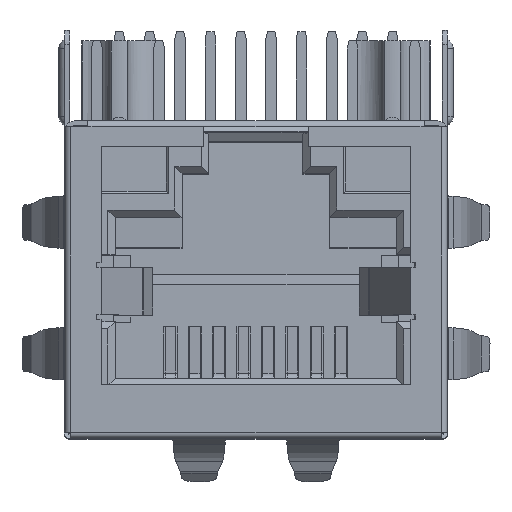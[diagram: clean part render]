
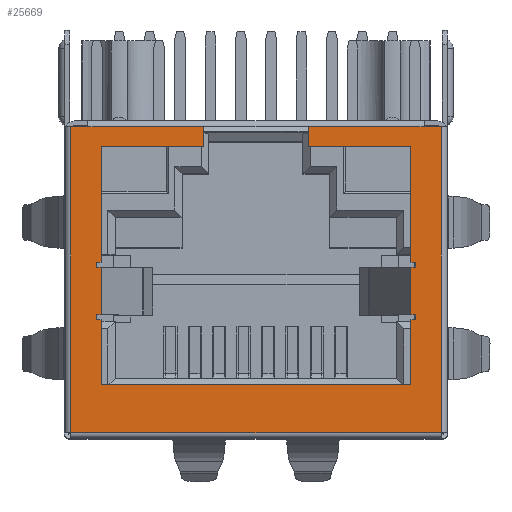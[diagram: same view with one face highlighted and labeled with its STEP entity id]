
A CAD part, top view. The second image highlights one B-rep face of the part: STEP entity #25669.
In plain terms, the highlighted planar face has unit normal (0, 0, 1).
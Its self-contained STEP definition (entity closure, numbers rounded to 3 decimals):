
#1205=DIRECTION('',(1.,0.,0.));
#1206=VECTOR('',#1205,15.5);
#1207=CARTESIAN_POINT('',(-7.745,-12.65,0.3));
#1208=LINE('',#1207,#1206);
#1209=DIRECTION('',(1.,0.,0.));
#1210=VECTOR('',#1209,12.96);
#1211=CARTESIAN_POINT('',(-6.475,-10.65,0.3));
#1212=LINE('',#1211,#1210);
#1213=DIRECTION('',(0.,-1.,0.));
#1214=VECTOR('',#1213,12.8);
#1215=CARTESIAN_POINT('',(-7.745,0.15,0.3));
#1216=LINE('',#1215,#1214);
#1225=DIRECTION('',(1.,0.,0.));
#1226=VECTOR('',#1225,0.72);
#1227=CARTESIAN_POINT('',(-7.745,0.15,0.3));
#1228=LINE('',#1227,#1226);
#1250=DIRECTION('',(0.,-1.,0.));
#1251=VECTOR('',#1250,2.72);
#1252=CARTESIAN_POINT('',(-6.475,-7.93,0.3));
#1253=LINE('',#1252,#1251);
#1262=DIRECTION('',(1.,0.,0.));
#1263=VECTOR('',#1262,0.195);
#1264=CARTESIAN_POINT('',(-6.67,-7.93,0.3));
#1265=LINE('',#1264,#1263);
#1274=DIRECTION('',(0.,-1.,0.));
#1275=VECTOR('',#1274,0.2);
#1276=CARTESIAN_POINT('',(-6.67,-7.73,0.3));
#1277=LINE('',#1276,#1275);
#1299=DIRECTION('',(1.,0.,0.));
#1300=VECTOR('',#1299,0.2);
#1301=CARTESIAN_POINT('',(-6.67,-7.73,0.3));
#1302=LINE('',#1301,#1300);
#1354=DIRECTION('',(1.,0.,0.));
#1355=VECTOR('',#1354,0.2);
#1356=CARTESIAN_POINT('',(-6.67,-5.73,0.3));
#1357=LINE('',#1356,#1355);
#1390=DIRECTION('',(0.,-1.,0.));
#1391=VECTOR('',#1390,2.);
#1392=CARTESIAN_POINT('',(-6.47,-5.73,0.3));
#1393=LINE('',#1392,#1391);
#1398=DIRECTION('',(0.,-1.,0.));
#1399=VECTOR('',#1398,0.2);
#1400=CARTESIAN_POINT('',(-6.67,-5.53,0.3));
#1401=LINE('',#1400,#1399);
#1414=DIRECTION('',(1.,0.,0.));
#1415=VECTOR('',#1414,0.195);
#1416=CARTESIAN_POINT('',(-6.67,-5.53,0.3));
#1417=LINE('',#1416,#1415);
#1418=DIRECTION('',(0.,-1.,0.));
#1419=VECTOR('',#1418,4.83);
#1420=CARTESIAN_POINT('',(-6.475,-0.7,0.3));
#1421=LINE('',#1420,#1419);
#1430=DIRECTION('',(1.,0.,0.));
#1431=VECTOR('',#1430,4.3);
#1432=CARTESIAN_POINT('',(-6.475,-0.7,0.3));
#1433=LINE('',#1432,#1431);
#1446=DIRECTION('',(0.,-1.,0.));
#1447=VECTOR('',#1446,0.85);
#1448=CARTESIAN_POINT('',(-2.175,0.15,0.3));
#1449=LINE('',#1448,#1447);
#1510=DIRECTION('',(-1.,0.,0.));
#1511=VECTOR('',#1510,4.85);
#1512=CARTESIAN_POINT('',(-2.175,0.15,0.3));
#1513=LINE('',#1512,#1511);
#1514=DIRECTION('',(-1.,0.,0.));
#1515=VECTOR('',#1514,4.85);
#1516=CARTESIAN_POINT('',(7.035,0.15,0.3));
#1517=LINE('',#1516,#1515);
#1555=DIRECTION('',(1.,0.,0.));
#1556=VECTOR('',#1555,0.72);
#1557=CARTESIAN_POINT('',(7.035,0.15,0.3));
#1558=LINE('',#1557,#1556);
#1781=DIRECTION('',(0.,1.,0.));
#1782=VECTOR('',#1781,12.8);
#1783=CARTESIAN_POINT('',(7.755,-12.65,0.3));
#1784=LINE('',#1783,#1782);
#3196=DIRECTION('',(0.,-1.,0.));
#3197=VECTOR('',#3196,0.85);
#3198=CARTESIAN_POINT('',(2.185,0.15,0.3));
#3199=LINE('',#3198,#3197);
#3200=DIRECTION('',(1.,0.,0.));
#3201=VECTOR('',#3200,4.3);
#3202=CARTESIAN_POINT('',(2.185,-0.7,0.3));
#3203=LINE('',#3202,#3201);
#3220=DIRECTION('',(0.,-1.,0.));
#3221=VECTOR('',#3220,4.83);
#3222=CARTESIAN_POINT('',(6.485,-0.7,0.3));
#3223=LINE('',#3222,#3221);
#3232=DIRECTION('',(1.,0.,0.));
#3233=VECTOR('',#3232,0.195);
#3234=CARTESIAN_POINT('',(6.485,-5.53,0.3));
#3235=LINE('',#3234,#3233);
#3236=DIRECTION('',(0.,-1.,0.));
#3237=VECTOR('',#3236,0.2);
#3238=CARTESIAN_POINT('',(6.68,-5.53,0.3));
#3239=LINE('',#3238,#3237);
#3269=DIRECTION('',(1.,0.,0.));
#3270=VECTOR('',#3269,0.2);
#3271=CARTESIAN_POINT('',(6.48,-5.73,0.3));
#3272=LINE('',#3271,#3270);
#3328=DIRECTION('',(1.,0.,0.));
#3329=VECTOR('',#3328,0.2);
#3330=CARTESIAN_POINT('',(6.48,-7.73,0.3));
#3331=LINE('',#3330,#3329);
#3356=DIRECTION('',(0.,-1.,0.));
#3357=VECTOR('',#3356,2.);
#3358=CARTESIAN_POINT('',(6.48,-5.73,0.3));
#3359=LINE('',#3358,#3357);
#3364=DIRECTION('',(0.,-1.,0.));
#3365=VECTOR('',#3364,0.2);
#3366=CARTESIAN_POINT('',(6.68,-7.73,0.3));
#3367=LINE('',#3366,#3365);
#3380=DIRECTION('',(1.,0.,0.));
#3381=VECTOR('',#3380,0.195);
#3382=CARTESIAN_POINT('',(6.485,-7.93,0.3));
#3383=LINE('',#3382,#3381);
#3388=DIRECTION('',(0.,-1.,0.));
#3389=VECTOR('',#3388,2.72);
#3390=CARTESIAN_POINT('',(6.485,-7.93,0.3));
#3391=LINE('',#3390,#3389);
#21117=CARTESIAN_POINT('',(-6.475,-10.65,0.3));
#21118=VERTEX_POINT('',#21117);
#21119=CARTESIAN_POINT('',(-7.745,0.15,0.3));
#21120=CARTESIAN_POINT('',(-7.745,-12.65,0.3));
#21121=VERTEX_POINT('',#21119);
#21122=VERTEX_POINT('',#21120);
#21123=CARTESIAN_POINT('',(-7.025,0.15,0.3));
#21124=VERTEX_POINT('',#21123);
#21125=CARTESIAN_POINT('',(-2.175,0.15,0.3));
#21126=VERTEX_POINT('',#21125);
#21127=CARTESIAN_POINT('',(-2.175,-0.7,0.3));
#21128=VERTEX_POINT('',#21127);
#21129=CARTESIAN_POINT('',(-6.475,-0.7,0.3));
#21130=VERTEX_POINT('',#21129);
#21131=CARTESIAN_POINT('',(-6.475,-5.53,0.3));
#21132=VERTEX_POINT('',#21131);
#21133=CARTESIAN_POINT('',(-6.67,-5.53,0.3));
#21134=VERTEX_POINT('',#21133);
#21135=CARTESIAN_POINT('',(-6.67,-5.73,0.3));
#21136=VERTEX_POINT('',#21135);
#21137=CARTESIAN_POINT('',(-6.47,-5.73,0.3));
#21138=VERTEX_POINT('',#21137);
#21139=CARTESIAN_POINT('',(-6.47,-7.73,0.3));
#21140=VERTEX_POINT('',#21139);
#21141=CARTESIAN_POINT('',(-6.67,-7.73,0.3));
#21142=VERTEX_POINT('',#21141);
#21143=CARTESIAN_POINT('',(-6.67,-7.93,0.3));
#21144=VERTEX_POINT('',#21143);
#21145=CARTESIAN_POINT('',(-6.475,-7.93,0.3));
#21146=VERTEX_POINT('',#21145);
#21750=CARTESIAN_POINT('',(7.755,-12.65,0.3));
#21751=VERTEX_POINT('',#21750);
#21752=CARTESIAN_POINT('',(6.485,-7.93,0.3));
#21753=CARTESIAN_POINT('',(6.485,-10.65,0.3));
#21754=VERTEX_POINT('',#21752);
#21755=VERTEX_POINT('',#21753);
#21756=CARTESIAN_POINT('',(6.68,-7.93,0.3));
#21757=VERTEX_POINT('',#21756);
#21758=CARTESIAN_POINT('',(6.68,-7.73,0.3));
#21759=VERTEX_POINT('',#21758);
#21760=CARTESIAN_POINT('',(6.48,-7.73,0.3));
#21761=VERTEX_POINT('',#21760);
#21762=CARTESIAN_POINT('',(6.48,-5.73,0.3));
#21763=VERTEX_POINT('',#21762);
#21764=CARTESIAN_POINT('',(6.68,-5.73,0.3));
#21765=VERTEX_POINT('',#21764);
#21766=CARTESIAN_POINT('',(6.68,-5.53,0.3));
#21767=VERTEX_POINT('',#21766);
#21768=CARTESIAN_POINT('',(6.485,-5.53,0.3));
#21769=VERTEX_POINT('',#21768);
#21770=CARTESIAN_POINT('',(6.485,-0.7,0.3));
#21771=VERTEX_POINT('',#21770);
#21772=CARTESIAN_POINT('',(2.185,-0.7,0.3));
#21773=VERTEX_POINT('',#21772);
#21774=CARTESIAN_POINT('',(2.185,0.15,0.3));
#21775=VERTEX_POINT('',#21774);
#21776=CARTESIAN_POINT('',(7.035,0.15,0.3));
#21777=VERTEX_POINT('',#21776);
#21778=CARTESIAN_POINT('',(7.755,0.15,0.3));
#21779=VERTEX_POINT('',#21778);
#25603=CARTESIAN_POINT('',(3.88,-6.25,0.3));
#25604=DIRECTION('',(0.,0.,1.));
#25605=DIRECTION('',(-1.,0.,0.));
#25606=AXIS2_PLACEMENT_3D('',#25603,#25604,#25605);
#25607=PLANE('',#25606);
#25608=ORIENTED_EDGE('',*,*,#25596,.F.);
#25610=ORIENTED_EDGE('',*,*,#25609,.F.);
#25612=ORIENTED_EDGE('',*,*,#25611,.T.);
#25614=ORIENTED_EDGE('',*,*,#25613,.F.);
#25616=ORIENTED_EDGE('',*,*,#25615,.T.);
#25618=ORIENTED_EDGE('',*,*,#25617,.F.);
#25620=ORIENTED_EDGE('',*,*,#25619,.T.);
#25622=ORIENTED_EDGE('',*,*,#25621,.F.);
#25624=ORIENTED_EDGE('',*,*,#25623,.T.);
#25626=ORIENTED_EDGE('',*,*,#25625,.T.);
#25628=ORIENTED_EDGE('',*,*,#25627,.T.);
#25630=ORIENTED_EDGE('',*,*,#25629,.F.);
#25632=ORIENTED_EDGE('',*,*,#25631,.T.);
#25634=ORIENTED_EDGE('',*,*,#25633,.T.);
#25636=ORIENTED_EDGE('',*,*,#25635,.T.);
#25638=ORIENTED_EDGE('',*,*,#25637,.T.);
#25640=ORIENTED_EDGE('',*,*,#25639,.F.);
#25642=ORIENTED_EDGE('',*,*,#25641,.T.);
#25644=ORIENTED_EDGE('',*,*,#25643,.F.);
#25646=ORIENTED_EDGE('',*,*,#25645,.F.);
#25648=ORIENTED_EDGE('',*,*,#25647,.F.);
#25650=ORIENTED_EDGE('',*,*,#25649,.T.);
#25652=ORIENTED_EDGE('',*,*,#25651,.F.);
#25654=ORIENTED_EDGE('',*,*,#25653,.F.);
#25656=ORIENTED_EDGE('',*,*,#25655,.F.);
#25658=ORIENTED_EDGE('',*,*,#25657,.F.);
#25660=ORIENTED_EDGE('',*,*,#25659,.F.);
#25662=ORIENTED_EDGE('',*,*,#25661,.F.);
#25664=ORIENTED_EDGE('',*,*,#25663,.T.);
#25666=ORIENTED_EDGE('',*,*,#25665,.F.);
#25667=EDGE_LOOP('',(#25608,#25610,#25612,#25614,#25616,#25618,#25620,#25622,
#25624,#25626,#25628,#25630,#25632,#25634,#25636,#25638,#25640,#25642,#25644,
#25646,#25648,#25650,#25652,#25654,#25656,#25658,#25660,#25662,#25664,#25666));
#25668=FACE_OUTER_BOUND('',#25667,.F.);
#25669=ADVANCED_FACE('',(#25668),#25607,.T.);
#25596=EDGE_CURVE('',#21122,#21751,#1208,.T.);
#25609=EDGE_CURVE('',#21121,#21122,#1216,.T.);
#25611=EDGE_CURVE('',#21121,#21124,#1228,.T.);
#25613=EDGE_CURVE('',#21126,#21124,#1513,.T.);
#25615=EDGE_CURVE('',#21126,#21128,#1449,.T.);
#25617=EDGE_CURVE('',#21130,#21128,#1433,.T.);
#25619=EDGE_CURVE('',#21130,#21132,#1421,.T.);
#25621=EDGE_CURVE('',#21134,#21132,#1417,.T.);
#25623=EDGE_CURVE('',#21134,#21136,#1401,.T.);
#25625=EDGE_CURVE('',#21136,#21138,#1357,.T.);
#25627=EDGE_CURVE('',#21138,#21140,#1393,.T.);
#25629=EDGE_CURVE('',#21142,#21140,#1302,.T.);
#25631=EDGE_CURVE('',#21142,#21144,#1277,.T.);
#25633=EDGE_CURVE('',#21144,#21146,#1265,.T.);
#25635=EDGE_CURVE('',#21146,#21118,#1253,.T.);
#25637=EDGE_CURVE('',#21118,#21755,#1212,.T.);
#25639=EDGE_CURVE('',#21754,#21755,#3391,.T.);
#25641=EDGE_CURVE('',#21754,#21757,#3383,.T.);
#25643=EDGE_CURVE('',#21759,#21757,#3367,.T.);
#25645=EDGE_CURVE('',#21761,#21759,#3331,.T.);
#25647=EDGE_CURVE('',#21763,#21761,#3359,.T.);
#25649=EDGE_CURVE('',#21763,#21765,#3272,.T.);
#25651=EDGE_CURVE('',#21767,#21765,#3239,.T.);
#25653=EDGE_CURVE('',#21769,#21767,#3235,.T.);
#25655=EDGE_CURVE('',#21771,#21769,#3223,.T.);
#25657=EDGE_CURVE('',#21773,#21771,#3203,.T.);
#25659=EDGE_CURVE('',#21775,#21773,#3199,.T.);
#25661=EDGE_CURVE('',#21777,#21775,#1517,.T.);
#25663=EDGE_CURVE('',#21777,#21779,#1558,.T.);
#25665=EDGE_CURVE('',#21751,#21779,#1784,.T.);
